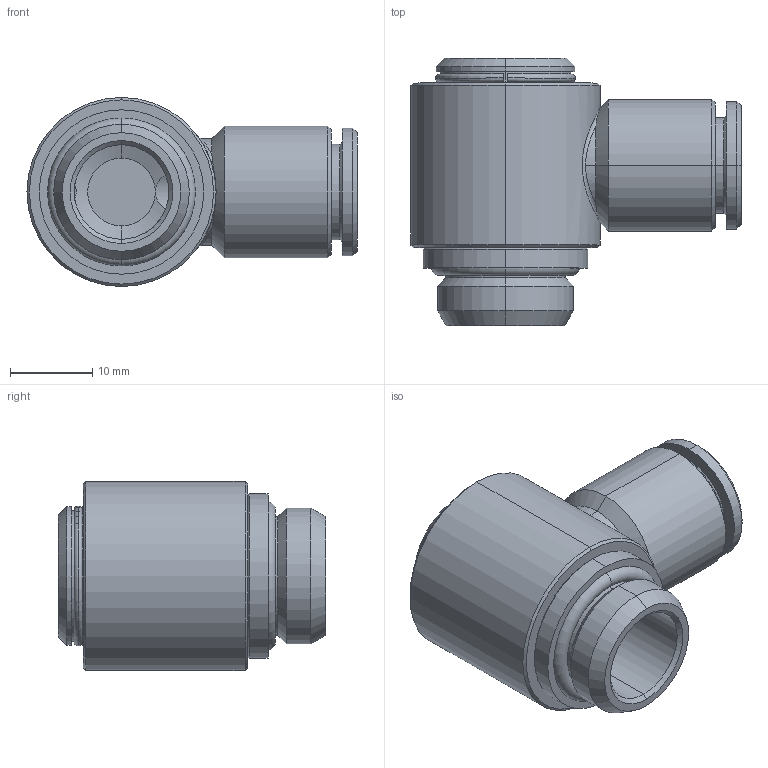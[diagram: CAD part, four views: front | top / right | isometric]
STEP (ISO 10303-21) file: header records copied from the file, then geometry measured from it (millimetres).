
FILE_DESCRIPTION (( 'STEP AP203' ), '1' );
FILE_NAME ('B0100053.STEP', '2011-03-30T07:58:00', ( '' ), ( 'sopra-pneumatic' ), 'SwSTEP 2.0', 'SolidWorks 2009', '' );
FILE_SCHEMA (( 'CONFIG_CONTROL_DESIGN' ));
Length unit declared in the file: millimetre
Products named in the file (1): B0100053
Bounding box: 40.15 x 32.5 x 23 mm (x, y, z)
Volume: 10209.9 mm3; surface area: 5742.4 mm2
Topology: 2 solids, 2 shells, 87 faces, 182 edges, 110 vertices
Faces by surface type: cylinder 30, cone 29, plane 22, torus 4, bspline 2
Entity records: 3598 total; most frequent: CARTESIAN_POINT 1644, DIRECTION 417, ORIENTED_EDGE 364, EDGE_CURVE 182, AXIS2_PLACEMENT_3D 175, VERTEX_POINT 110, EDGE_LOOP 100, CIRCLE 89
